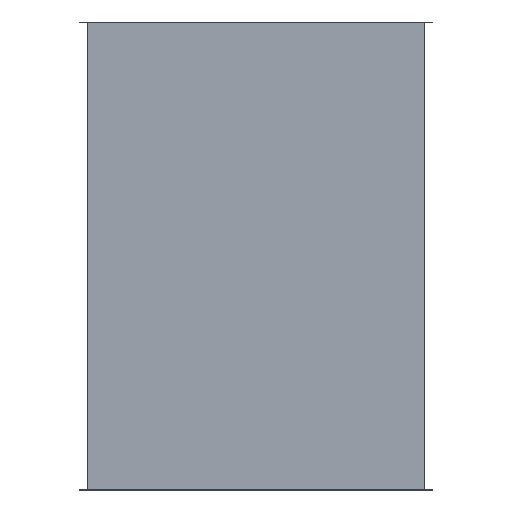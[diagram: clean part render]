
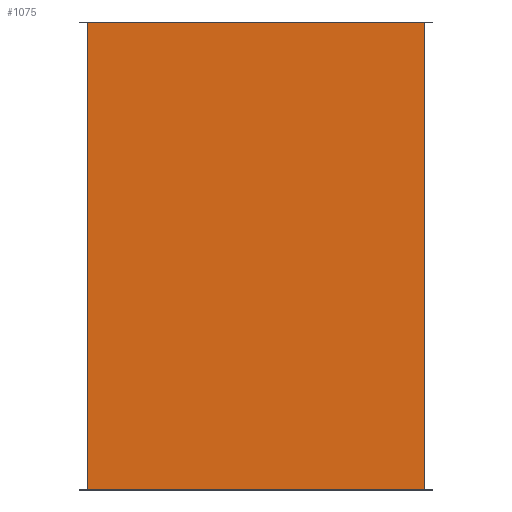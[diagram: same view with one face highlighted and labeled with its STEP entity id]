
A CAD part, front view. The second image highlights one B-rep face of the part: STEP entity #1075.
In plain terms, the highlighted planar face has unit normal (0, -1, 0).
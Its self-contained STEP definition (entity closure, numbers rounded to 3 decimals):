
#387 = DIRECTION ( 'NONE',  ( 1., 0., 0. ) ) ;
#388 = VECTOR ( 'NONE', #387, 1000. ) ;
#389 = CARTESIAN_POINT ( 'NONE',  ( 450., -151., 624. ) ) ;
#390 = LINE ( 'NONE', #389, #388 ) ;
#391 = CARTESIAN_POINT ( 'NONE',  ( -451., -151., -624. ) ) ;
#402 = DIRECTION ( 'NONE',  ( -1., 0., 0. ) ) ;
#403 = VECTOR ( 'NONE', #402, 1000. ) ;
#404 = CARTESIAN_POINT ( 'NONE',  ( 450., -151., -624. ) ) ;
#405 = LINE ( 'NONE', #404, #403 ) ;
#406 = DIRECTION ( 'NONE',  ( -1., 0., 0. ) ) ;
#407 = DIRECTION ( 'NONE',  ( 0., 1., 0. ) ) ;
#408 = CARTESIAN_POINT ( 'NONE',  ( 450., -151., 625. ) ) ;
#409 = AXIS2_PLACEMENT_3D ( 'NONE', #408, #407, #406 ) ;
#410 = PLANE ( 'NONE',  #409 ) ;
#411 = FACE_OUTER_BOUND ( 'NONE', #1076, .T. ) ;
#416 = CARTESIAN_POINT ( 'NONE',  ( -451., -151., 624. ) ) ;
#417 = DIRECTION ( 'NONE',  ( 0., 0., -1. ) ) ;
#418 = VECTOR ( 'NONE', #417, 1000. ) ;
#419 = CARTESIAN_POINT ( 'NONE',  ( -451., -151., 625. ) ) ;
#420 = LINE ( 'NONE', #419, #418 ) ;
#639 = EDGE_CURVE ( 'NONE', #762, #756, #1500, .T. ) ;
#658 = ORIENTED_EDGE ( 'NONE', *, *, #1070, .T. ) ;
#756 = VERTEX_POINT ( 'NONE', #1803 ) ;
#762 = VERTEX_POINT ( 'NONE', #1845 ) ;
#1070 = EDGE_CURVE ( 'NONE', #1071, #1086, #420, .T. ) ;
#1071 = VERTEX_POINT ( 'NONE', #416 ) ;
#1075 = ADVANCED_FACE ( 'NONE', ( #411 ), #410, .F. ) ;
#1076 = EDGE_LOOP ( 'NONE', ( #1077, #1079, #1080, #658 ) ) ;
#1077 = ORIENTED_EDGE ( 'NONE', *, *, #1078, .F. ) ;
#1078 = EDGE_CURVE ( 'NONE', #756, #1086, #405, .T. ) ;
#1079 = ORIENTED_EDGE ( 'NONE', *, *, #639, .F. ) ;
#1080 = ORIENTED_EDGE ( 'NONE', *, *, #1087, .F. ) ;
#1086 = VERTEX_POINT ( 'NONE', #391 ) ;
#1087 = EDGE_CURVE ( 'NONE', #1071, #762, #390, .T. ) ;
#1497 = DIRECTION ( 'NONE',  ( 0., 0., -1. ) ) ;
#1498 = VECTOR ( 'NONE', #1497, 1000. ) ;
#1499 = CARTESIAN_POINT ( 'NONE',  ( 451., -151., 625. ) ) ;
#1500 = LINE ( 'NONE', #1499, #1498 ) ;
#1803 = CARTESIAN_POINT ( 'NONE',  ( 451., -151., -624. ) ) ;
#1845 = CARTESIAN_POINT ( 'NONE',  ( 451., -151., 624. ) ) ;
